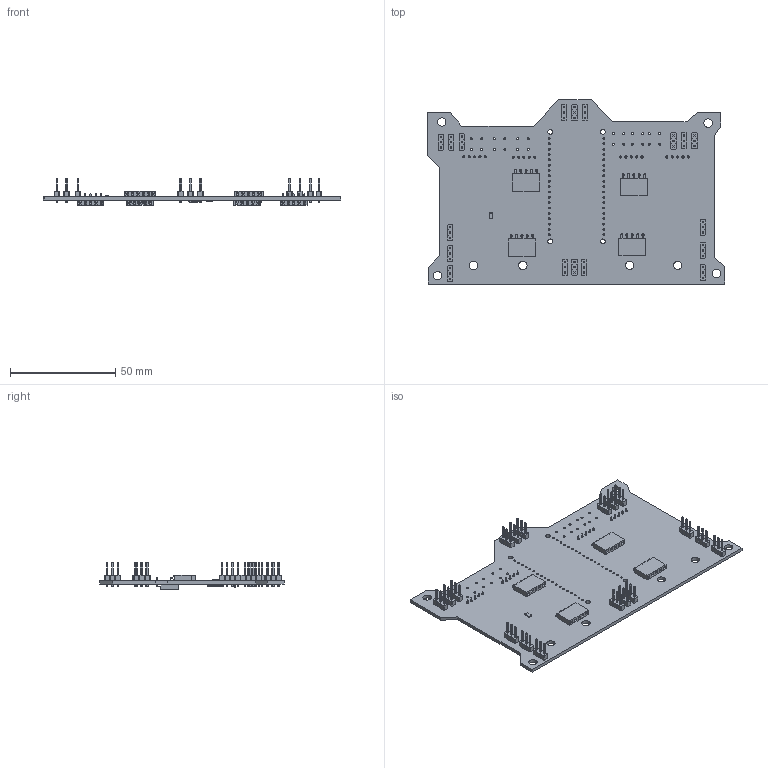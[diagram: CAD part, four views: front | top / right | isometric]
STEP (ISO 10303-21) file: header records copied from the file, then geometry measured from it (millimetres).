
FILE_DESCRIPTION(('KiCad electronic assembly'),'2;1');
FILE_NAME('Controller-BMU-Kombi.step','2024-12-05T20:52:45',('Pcbnew'),( 'Kicad'),'Open CASCADE STEP processor 7.8','KiCad to STEP converter' ,'Unknown');
FILE_SCHEMA(('AUTOMOTIVE_DESIGN { 1 0 10303 214 1 1 1 1 }'));
Length unit declared in the file: millimetre
Products named in the file (10): Controller-BMU-Kombi 1; PinHeader_1x03_P2.54mm_Vertical; PinHeader_1x03_P254mm_Vertical; PinSocket_1x05_P2.54mm_Horizontal; PinSocket_1x05_P254mm_Horizontal; R_1206_3216Metric; TSSOP-24_4.4x7.8mm_P0.65mm; TSSOP_24_44x78mm_P065mm; Controller-BMU-Kombi_PCB
Assembly tree (34 placements, depth 3):
  Controller-BMU-Kombi 1
    PinHeader_1x03_P2.54mm_Vertical  x18
      PinHeader_1x03_P254mm_Vertical
    PinSocket_1x05_P2.54mm_Horizontal  x8
      PinSocket_1x05_P254mm_Horizontal
    R_1206_3216Metric  x2
      R_1206_3216Metric
    TSSOP-24_4.4x7.8mm_P0.65mm
      TSSOP_24_44x78mm_P065mm
    Controller-BMU-Kombi_PCB
Bounding box: 141.5 x 87.5 x 12.78 mm (x, y, z)
Volume: 19770.2 mm3; surface area: 29227.6 mm2
Topology: 30 solids, 30 shells, 3486 faces, 8871 edges, 5674 vertices
Faces by surface type: plane 3077, cylinder 361, bspline 48
Full cylindrical faces by diameter (mm): 0.5 x1, 0.9 x38, 1 x118, 2.25 x4, 4 x8
Entity records: 32937 total; most frequent: CARTESIAN_POINT 4953, ORIENTED_EDGE 4710, DIRECTION 4609, EDGE_CURVE 2355, LINE 1757, VECTOR 1757, VERTEX_POINT 1514, AXIS2_PLACEMENT_3D 1426
